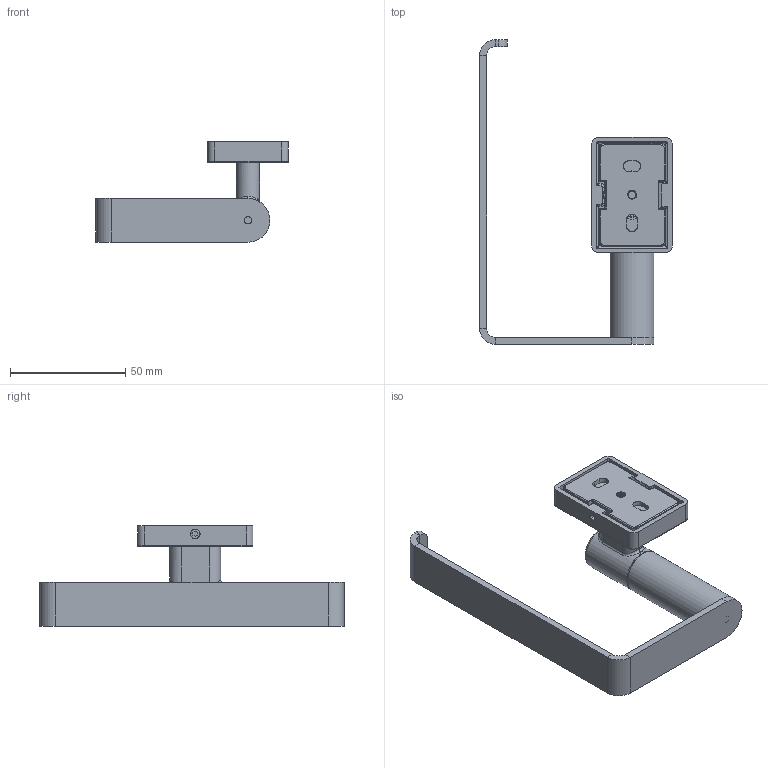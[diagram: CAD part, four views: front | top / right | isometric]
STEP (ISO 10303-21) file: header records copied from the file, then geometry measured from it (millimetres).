
FILE_DESCRIPTION((''),'2;1');
FILE_NAME('NV022-11C_ASM','2021-05-02T',('Administrator'),(''),'PRO/ENGINEER BY PARAMETRIC TECHNOLOGY CORPORATION, 2009440','PRO/ENGINEER BY PARAMETRIC TECHNOLOGY CORPORATION, 2009440','');
FILE_SCHEMA(('CONFIG_CONTROL_DESIGN'));
Length unit declared in the file: millimetre
Products named in the file (14): NV022-00-02; NV022-11-01; NV022-11-06; NV022-11-05; NV022-11-07; NV022-11-04; NV022-11-03; NV022-11-08; NV022-00-01; MD5-10; MP5-8; MMM-10; MPA5-8; NV022-11C_ASM
Assembly tree (14 placements, depth 2):
  NV022-11C_ASM
    NV022-00-02
    NV022-11-01
    NV022-11-06
    NV022-11-05
    NV022-11-07
    NV022-11-04
    NV022-11-03
    NV022-11-08
    NV022-00-01
    MD5-10
    MP5-8  x2
    MMM-10
    MPA5-8
Bounding box: 83.5 x 132 x 43.5 mm (x, y, z)
Volume: 40358.7 mm3; surface area: 35868.3 mm2
Topology: 15 solids, 15 shells, 718 faces, 1797 edges, 1127 vertices
Faces by surface type: cylinder 238, plane 228, bspline 85, cone 72, extrusion 57, torus 34, sphere 4
Entity records: 31845 total; most frequent: CARTESIAN_POINT 16647, ORIENTED_EDGE 3328, DIRECTION 2682, EDGE_CURVE 1664, VERTEX_POINT 1044, AXIS2_PLACEMENT_3D 951, VECTOR 780, LINE 723
